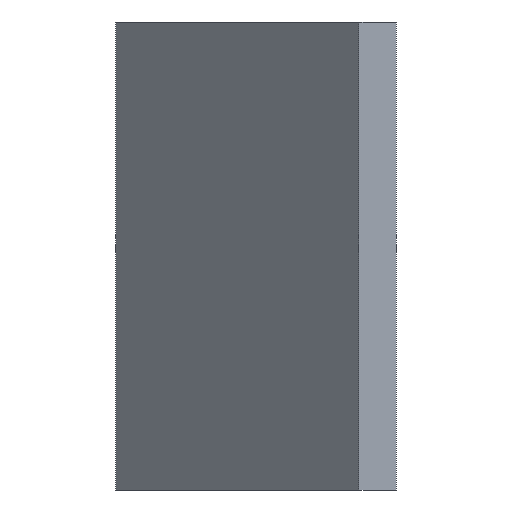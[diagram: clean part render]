
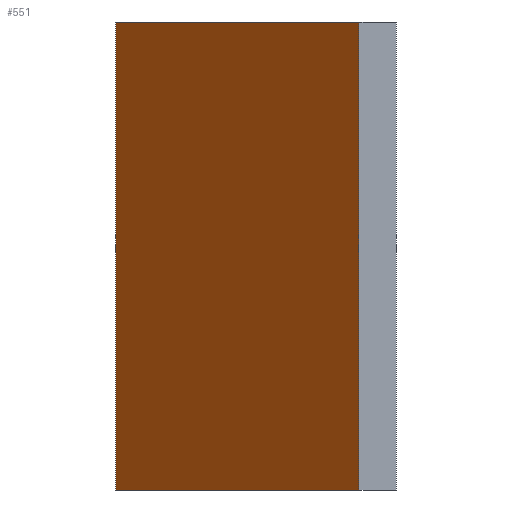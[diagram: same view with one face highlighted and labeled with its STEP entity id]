
A CAD part, left-side view. The second image highlights one B-rep face of the part: STEP entity #551.
In plain terms, the highlighted planar face has unit normal (-0.707, 0.707, 0).
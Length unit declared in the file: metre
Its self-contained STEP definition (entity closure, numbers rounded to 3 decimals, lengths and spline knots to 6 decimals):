
#16=ORIENTED_EDGE('',*,*,#172,.T.);
#17=ORIENTED_EDGE('',*,*,#173,.F.);
#18=ORIENTED_EDGE('',*,*,#174,.F.);
#19=ORIENTED_EDGE('',*,*,#169,.T.);
#169=EDGE_CURVE('',#248,#247,#299,.T.);
#172=EDGE_CURVE('',#247,#250,#302,.T.);
#173=EDGE_CURVE('',#251,#250,#303,.T.);
#174=EDGE_CURVE('',#248,#251,#304,.T.);
#247=VERTEX_POINT('',#759);
#248=VERTEX_POINT('',#761);
#250=VERTEX_POINT('',#767);
#251=VERTEX_POINT('',#769);
#299=LINE('',#760,#377);
#302=LINE('',#766,#380);
#303=LINE('',#768,#381);
#304=LINE('',#770,#382);
#377=VECTOR('',#624,1.);
#380=VECTOR('',#629,1.);
#381=VECTOR('',#630,1.);
#382=VECTOR('',#631,1.);
#455=EDGE_LOOP('',(#16,#17,#18,#19));
#489=FACE_BOUND('',#455,.T.);
#523=PLANE('',#592);
#551=ADVANCED_FACE('',(#489),#523,.F.);
#592=AXIS2_PLACEMENT_3D('',#765,#627,#628);
#624=DIRECTION('',(0.,0.,-1.));
#627=DIRECTION('',(0.707,-0.707,0.));
#628=DIRECTION('',(0.707,0.707,0.));
#629=DIRECTION('',(-0.707,-0.707,0.));
#630=DIRECTION('',(0.,0.,-1.));
#631=DIRECTION('',(-0.707,-0.707,0.));
#759=CARTESIAN_POINT('',(-0.0099,0.0026,0.));
#760=CARTESIAN_POINT('',(-0.0099,0.0026,0.005));
#761=CARTESIAN_POINT('',(-0.0099,0.0026,0.005));
#765=CARTESIAN_POINT('',(-0.0112,0.0013,0.005));
#766=CARTESIAN_POINT('',(-0.0112,0.0013,0.));
#767=CARTESIAN_POINT('',(-0.0125,0.,0.));
#768=CARTESIAN_POINT('',(-0.0125,0.,0.005));
#769=CARTESIAN_POINT('',(-0.0125,0.,0.005));
#770=CARTESIAN_POINT('',(-0.0112,0.0013,0.005));
